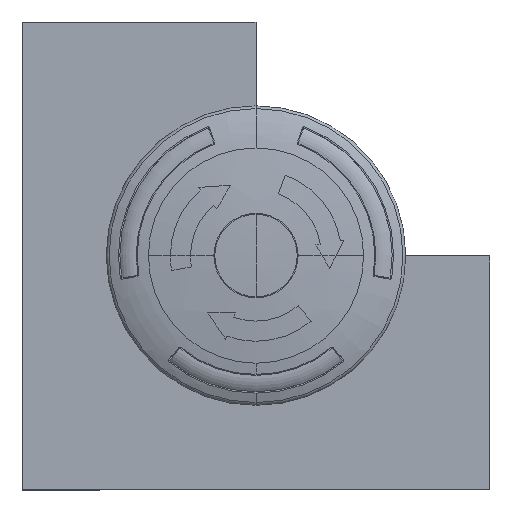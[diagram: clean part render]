
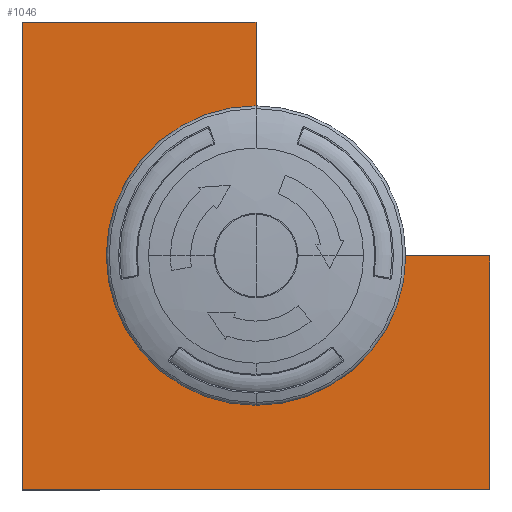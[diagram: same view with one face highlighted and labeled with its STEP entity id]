
A CAD part, top view. The second image highlights one B-rep face of the part: STEP entity #1046.
In plain terms, the highlighted planar face has unit normal (0, 0, 1).
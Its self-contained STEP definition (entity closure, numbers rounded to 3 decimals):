
#991 = EDGE_CURVE ( 'NONE', #1678, #1677, #9298, .T. ) ;
#1046 = ADVANCED_FACE ( 'NONE', ( #10400 ), #10343, .T. ) ;
#1054 = EDGE_CURVE ( 'NONE', #1688, #1689, #10564, .T. ) ;
#1055 = EDGE_CURVE ( 'NONE', #1687, #1688, #10499, .T. ) ;
#1056 = EDGE_CURVE ( 'NONE', #1689, #1690, #10565, .T. ) ;
#1057 = EDGE_CURVE ( 'NONE', #1690, #1691, #10566, .T. ) ;
#1058 = EDGE_CURVE ( 'NONE', #1691, #1692, #10567, .T. ) ;
#1059 = EDGE_CURVE ( 'NONE', #1692, #1693, #10568, .T. ) ;
#1060 = EDGE_CURVE ( 'NONE', #1693, #1694, #10569, .T. ) ;
#1061 = EDGE_CURVE ( 'NONE', #1694, #1678, #10570, .T. ) ;
#1062 = EDGE_CURVE ( 'NONE', #1677, #1687, #10571, .T. ) ;
#1314 = EDGE_LOOP ( 'NONE', ( #1979, #1981, #1980, #1982, #1983, #1984, #1985, #1986, #1987, #1988 ) ) ;
#1677 = VERTEX_POINT ( 'NONE', #10811 ) ;
#1678 = VERTEX_POINT ( 'NONE', #10812 ) ;
#1687 = VERTEX_POINT ( 'NONE', #10821 ) ;
#1688 = VERTEX_POINT ( 'NONE', #10822 ) ;
#1689 = VERTEX_POINT ( 'NONE', #10823 ) ;
#1690 = VERTEX_POINT ( 'NONE', #10824 ) ;
#1691 = VERTEX_POINT ( 'NONE', #10825 ) ;
#1692 = VERTEX_POINT ( 'NONE', #10826 ) ;
#1693 = VERTEX_POINT ( 'NONE', #10827 ) ;
#1694 = VERTEX_POINT ( 'NONE', #10828 ) ;
#1979 = ORIENTED_EDGE ( 'NONE', *, *, #1055, .T. ) ;
#1980 = ORIENTED_EDGE ( 'NONE', *, *, #1056, .T. ) ;
#1981 = ORIENTED_EDGE ( 'NONE', *, *, #1054, .T. ) ;
#1982 = ORIENTED_EDGE ( 'NONE', *, *, #1057, .T. ) ;
#1983 = ORIENTED_EDGE ( 'NONE', *, *, #1058, .T. ) ;
#1984 = ORIENTED_EDGE ( 'NONE', *, *, #1059, .T. ) ;
#1985 = ORIENTED_EDGE ( 'NONE', *, *, #1060, .T. ) ;
#1986 = ORIENTED_EDGE ( 'NONE', *, *, #1061, .T. ) ;
#1987 = ORIENTED_EDGE ( 'NONE', *, *, #991, .T. ) ;
#1988 = ORIENTED_EDGE ( 'NONE', *, *, #1062, .T. ) ;
#9298 = CIRCLE ( 'NONE', #9303, 11.25 ) ;
#9303 = AXIS2_PLACEMENT_3D ( 'NONE', #9353, #9354, #9355 ) ;
#9353 = CARTESIAN_POINT ( 'NONE',  ( 0., 0.5, -0.501 ) ) ;
#9354 = DIRECTION ( 'NONE',  ( 0., 0., -1. ) ) ;
#9355 = DIRECTION ( 'NONE',  ( 1., 0., 0. ) ) ;
#10158 = AXIS2_PLACEMENT_3D ( 'NONE', #10344, #10345, #10346 ) ;
#10343 = PLANE ( 'NONE',  #10158 ) ;
#10344 = CARTESIAN_POINT ( 'NONE',  ( -25., 25.5, -0.501 ) ) ;
#10345 = DIRECTION ( 'NONE',  ( 0., 0., 1. ) ) ;
#10346 = DIRECTION ( 'NONE',  ( 1., 0., 0. ) ) ;
#10400 = FACE_OUTER_BOUND ( 'NONE', #1314, .T. ) ;
#10499 = CIRCLE ( 'NONE', #10503, 0.8 ) ;
#10502 = VECTOR ( 'NONE', #10703, 1000. ) ;
#10503 = AXIS2_PLACEMENT_3D ( 'NONE', #10704, #10705, #10706 ) ;
#10504 = VECTOR ( 'NONE', #10708, 1000. ) ;
#10505 = VECTOR ( 'NONE', #10710, 1000. ) ;
#10506 = VECTOR ( 'NONE', #10712, 1000. ) ;
#10507 = VECTOR ( 'NONE', #10714, 1000. ) ;
#10508 = VECTOR ( 'NONE', #10716, 1000. ) ;
#10509 = VECTOR ( 'NONE', #10718, 1000. ) ;
#10510 = VECTOR ( 'NONE', #10720, 1000. ) ;
#10564 = LINE ( 'NONE', #10702, #10502 ) ;
#10565 = LINE ( 'NONE', #10707, #10504 ) ;
#10566 = LINE ( 'NONE', #10709, #10505 ) ;
#10567 = LINE ( 'NONE', #10711, #10506 ) ;
#10568 = LINE ( 'NONE', #10713, #10507 ) ;
#10569 = LINE ( 'NONE', #10715, #10508 ) ;
#10570 = LINE ( 'NONE', #10717, #10509 ) ;
#10571 = LINE ( 'NONE', #10719, #10510 ) ;
#10702 = CARTESIAN_POINT ( 'NONE',  ( -0.8, 13.35, -0.501 ) ) ;
#10703 = DIRECTION ( 'NONE',  ( 1., 0., 0. ) ) ;
#10704 = CARTESIAN_POINT ( 'NONE',  ( -0.8, 12.55, -0.501 ) ) ;
#10705 = DIRECTION ( 'NONE',  ( 0., 0., -1. ) ) ;
#10706 = DIRECTION ( 'NONE',  ( 1., 0., 0. ) ) ;
#10707 = CARTESIAN_POINT ( 'NONE',  ( 0., 25.5, -0.501 ) ) ;
#10708 = DIRECTION ( 'NONE',  ( 0., 1., 0. ) ) ;
#10709 = CARTESIAN_POINT ( 'NONE',  ( 25., 25.5, -0.501 ) ) ;
#10710 = DIRECTION ( 'NONE',  ( -1., 0., 0. ) ) ;
#10711 = CARTESIAN_POINT ( 'NONE',  ( -25., 25.5, -0.501 ) ) ;
#10712 = DIRECTION ( 'NONE',  ( 0., -1., 0. ) ) ;
#10713 = CARTESIAN_POINT ( 'NONE',  ( -25., -24.5, -0.501 ) ) ;
#10714 = DIRECTION ( 'NONE',  ( 1., 0., 0. ) ) ;
#10715 = CARTESIAN_POINT ( 'NONE',  ( 25., -24.5, -0.501 ) ) ;
#10716 = DIRECTION ( 'NONE',  ( 0., 1., 0. ) ) ;
#10717 = CARTESIAN_POINT ( 'NONE',  ( 0., 0.5, -0.501 ) ) ;
#10718 = DIRECTION ( 'NONE',  ( -1., 0., 0. ) ) ;
#10719 = CARTESIAN_POINT ( 'NONE',  ( -1.6, 10.603, -0.501 ) ) ;
#10720 = DIRECTION ( 'NONE',  ( 0., 1., 0. ) ) ;
#10811 = CARTESIAN_POINT ( 'NONE',  ( -1.6, 11.636, -0.501 ) ) ;
#10812 = CARTESIAN_POINT ( 'NONE',  ( 11.25, 0.5, -0.501 ) ) ;
#10821 = CARTESIAN_POINT ( 'NONE',  ( -1.6, 12.55, -0.501 ) ) ;
#10822 = CARTESIAN_POINT ( 'NONE',  ( -0.8, 13.35, -0.501 ) ) ;
#10823 = CARTESIAN_POINT ( 'NONE',  ( 0., 13.35, -0.501 ) ) ;
#10824 = CARTESIAN_POINT ( 'NONE',  ( 0., 25.5, -0.501 ) ) ;
#10825 = CARTESIAN_POINT ( 'NONE',  ( -25., 25.5, -0.501 ) ) ;
#10826 = CARTESIAN_POINT ( 'NONE',  ( -25., -24.5, -0.501 ) ) ;
#10827 = CARTESIAN_POINT ( 'NONE',  ( 25., -24.5, -0.501 ) ) ;
#10828 = CARTESIAN_POINT ( 'NONE',  ( 25., 0.5, -0.501 ) ) ;
